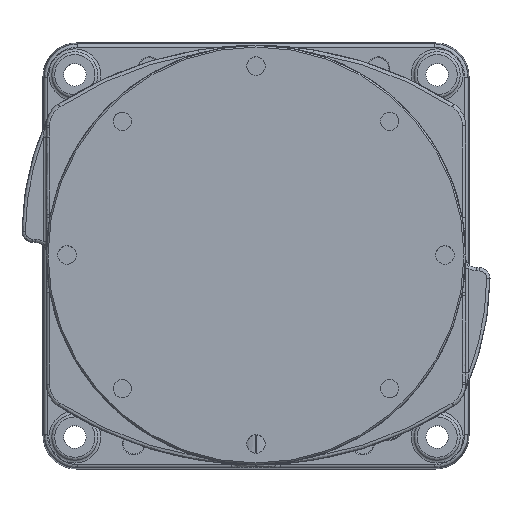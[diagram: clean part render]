
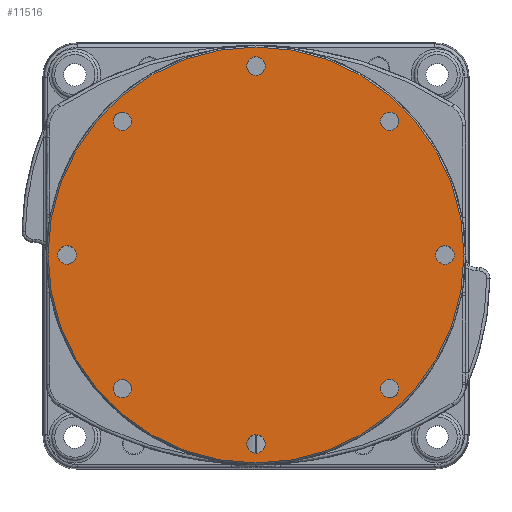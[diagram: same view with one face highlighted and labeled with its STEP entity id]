
A CAD part, top view. The second image highlights one B-rep face of the part: STEP entity #11516.
In plain terms, the highlighted planar face has unit normal (0, 0, 1).
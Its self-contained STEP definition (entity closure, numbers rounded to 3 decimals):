
#1749=PLANE('',#12526);
#1888=FACE_BOUND('',#3709,.T.);
#1889=FACE_BOUND('',#3710,.T.);
#1890=FACE_BOUND('',#3711,.T.);
#1891=FACE_BOUND('',#3712,.T.);
#1892=FACE_BOUND('',#3713,.T.);
#1893=FACE_BOUND('',#3714,.T.);
#1894=FACE_BOUND('',#3715,.T.);
#1895=FACE_BOUND('',#3716,.T.);
#1985=CIRCLE('',#12266,5.5);
#1986=CIRCLE('',#12270,5.5);
#1987=CIRCLE('',#12273,5.5);
#1988=CIRCLE('',#12276,5.5);
#1989=CIRCLE('',#12279,5.5);
#1990=CIRCLE('',#12283,5.5);
#1991=CIRCLE('',#12286,5.5);
#1996=CIRCLE('',#12298,5.5);
#2134=CIRCLE('',#12511,124.);
#2893=FACE_OUTER_BOUND('',#3708,.T.);
#3708=EDGE_LOOP('',(#8408));
#3709=EDGE_LOOP('',(#8409));
#3710=EDGE_LOOP('',(#8410));
#3711=EDGE_LOOP('',(#8411));
#3712=EDGE_LOOP('',(#8412));
#3713=EDGE_LOOP('',(#8413));
#3714=EDGE_LOOP('',(#8414));
#3715=EDGE_LOOP('',(#8415));
#3716=EDGE_LOOP('',(#8416));
#4680=VERTEX_POINT('',#16931);
#4683=VERTEX_POINT('',#16938);
#4685=VERTEX_POINT('',#16943);
#4687=VERTEX_POINT('',#16948);
#4689=VERTEX_POINT('',#16953);
#4692=VERTEX_POINT('',#16960);
#4694=VERTEX_POINT('',#16965);
#4720=VERTEX_POINT('',#17061);
#5036=VERTEX_POINT('',#23875);
#5806=EDGE_CURVE('',#4680,#4680,#1985,.T.);
#5809=EDGE_CURVE('',#4683,#4683,#1986,.T.);
#5811=EDGE_CURVE('',#4685,#4685,#1987,.T.);
#5813=EDGE_CURVE('',#4687,#4687,#1988,.T.);
#5815=EDGE_CURVE('',#4689,#4689,#1989,.T.);
#5818=EDGE_CURVE('',#4692,#4692,#1990,.T.);
#5820=EDGE_CURVE('',#4694,#4694,#1991,.T.);
#5848=EDGE_CURVE('',#4720,#4720,#1996,.T.);
#6267=EDGE_CURVE('',#5036,#5036,#2134,.T.);
#8408=ORIENTED_EDGE('',*,*,#6267,.F.);
#8409=ORIENTED_EDGE('',*,*,#5806,.T.);
#8410=ORIENTED_EDGE('',*,*,#5809,.T.);
#8411=ORIENTED_EDGE('',*,*,#5811,.T.);
#8412=ORIENTED_EDGE('',*,*,#5813,.T.);
#8413=ORIENTED_EDGE('',*,*,#5815,.T.);
#8414=ORIENTED_EDGE('',*,*,#5818,.T.);
#8415=ORIENTED_EDGE('',*,*,#5820,.T.);
#8416=ORIENTED_EDGE('',*,*,#5848,.T.);
#11516=ADVANCED_FACE('',(#2893,#1888,#1889,#1890,#1891,#1892,#1893,#1894,
#1895),#1749,.T.);
#12266=AXIS2_PLACEMENT_3D('',#16932,#13723,#13724);
#12270=AXIS2_PLACEMENT_3D('',#16939,#13731,#13732);
#12273=AXIS2_PLACEMENT_3D('',#16944,#13737,#13738);
#12276=AXIS2_PLACEMENT_3D('',#16949,#13743,#13744);
#12279=AXIS2_PLACEMENT_3D('',#16954,#13749,#13750);
#12283=AXIS2_PLACEMENT_3D('',#16961,#13757,#13758);
#12286=AXIS2_PLACEMENT_3D('',#16966,#13763,#13764);
#12298=AXIS2_PLACEMENT_3D('',#17062,#13797,#13798);
#12511=AXIS2_PLACEMENT_3D('',#23876,#14253,#14254);
#12526=AXIS2_PLACEMENT_3D('',#23904,#14283,#14284);
#13723=DIRECTION('center_axis',(0.,0.,-1.));
#13724=DIRECTION('ref_axis',(0.707,-0.707,0.));
#13731=DIRECTION('center_axis',(0.,0.,-1.));
#13732=DIRECTION('ref_axis',(0.,-1.,0.));
#13737=DIRECTION('center_axis',(0.,0.,-1.));
#13738=DIRECTION('ref_axis',(-0.707,-0.707,0.));
#13743=DIRECTION('center_axis',(0.,0.,-1.));
#13744=DIRECTION('ref_axis',(-1.,0.,0.));
#13749=DIRECTION('center_axis',(0.,0.,-1.));
#13750=DIRECTION('ref_axis',(-0.707,0.707,0.));
#13757=DIRECTION('center_axis',(0.,0.,-1.));
#13758=DIRECTION('ref_axis',(0.,1.,0.));
#13763=DIRECTION('center_axis',(0.,0.,-1.));
#13764=DIRECTION('ref_axis',(0.707,0.707,0.));
#13797=DIRECTION('center_axis',(0.,0.,-1.));
#13798=DIRECTION('ref_axis',(1.,0.,0.));
#14253=DIRECTION('center_axis',(0.,0.,-1.));
#14254=DIRECTION('ref_axis',(-1.,0.,0.));
#14283=DIRECTION('center_axis',(0.,0.,1.));
#14284=DIRECTION('ref_axis',(1.,0.,0.));
#16931=CARTESIAN_POINT('',(83.545,75.766,0.));
#16932=CARTESIAN_POINT('Origin',(79.656,79.656,0.));
#16938=CARTESIAN_POINT('',(112.65,-5.5,0.));
#16939=CARTESIAN_POINT('Origin',(112.65,0.,0.));
#16943=CARTESIAN_POINT('',(75.766,-83.545,0.));
#16944=CARTESIAN_POINT('Origin',(79.656,-79.656,0.));
#16948=CARTESIAN_POINT('',(-5.5,-112.65,0.));
#16949=CARTESIAN_POINT('Origin',(0.,-112.65,0.));
#16953=CARTESIAN_POINT('',(-83.545,-75.766,0.));
#16954=CARTESIAN_POINT('Origin',(-79.656,-79.656,0.));
#16960=CARTESIAN_POINT('',(-112.65,5.5,0.));
#16961=CARTESIAN_POINT('Origin',(-112.65,0.,0.));
#16965=CARTESIAN_POINT('',(-75.766,83.545,0.));
#16966=CARTESIAN_POINT('Origin',(-79.656,79.656,0.));
#17061=CARTESIAN_POINT('',(5.5,112.65,0.));
#17062=CARTESIAN_POINT('Origin',(0.,112.65,0.));
#23875=CARTESIAN_POINT('',(124.,0.,0.));
#23876=CARTESIAN_POINT('Origin',(0.,0.,0.));
#23904=CARTESIAN_POINT('Origin',(0.,-1.135,
0.));
